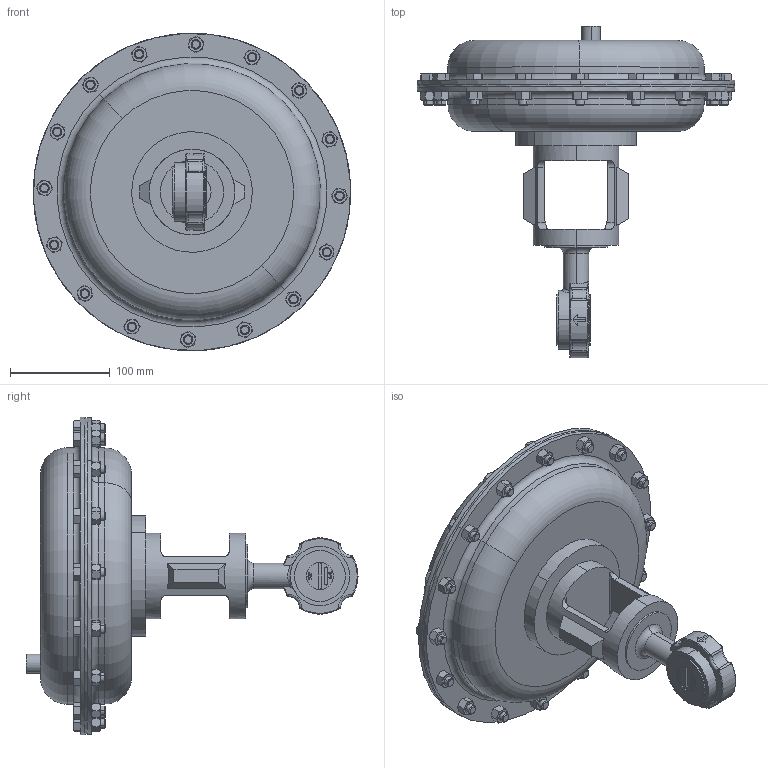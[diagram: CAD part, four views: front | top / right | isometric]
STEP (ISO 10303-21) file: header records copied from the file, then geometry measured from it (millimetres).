
FILE_DESCRIPTION (( 'STEP AP203' ), '1' );
FILE_NAME ('75-100-CS+S6-I3-55M.STEP', '2017-08-22T14:04:18', ( '' ), ( '' ), 'SwSTEP 2.0', 'SolidWorks 2014', '' );
FILE_SCHEMA (( 'CONFIG_CONTROL_DESIGN' ));
Length unit declared in the file: inch
Products named in the file (2): 75-100-CS+S6-I3-55M
Bounding box: 317.49 x 332.11 x 317.39 mm (x, y, z)
Volume: 5408452.8 mm3; surface area: 282857.7 mm2
Topology: 1 solids, 1 shells, 869 faces, 2005 edges, 1197 vertices
Faces by surface type: plane 342, cone 326, cylinder 101, bspline 64, torus 36
Entity records: 30523 total; most frequent: CARTESIAN_POINT 12160, ORIENTED_EDGE 3978, DIRECTION 3428, EDGE_CURVE 1989, AXIS2_PLACEMENT_3D 1392, VERTEX_POINT 1197, EDGE_LOOP 946, FACE_OUTER_BOUND 869
